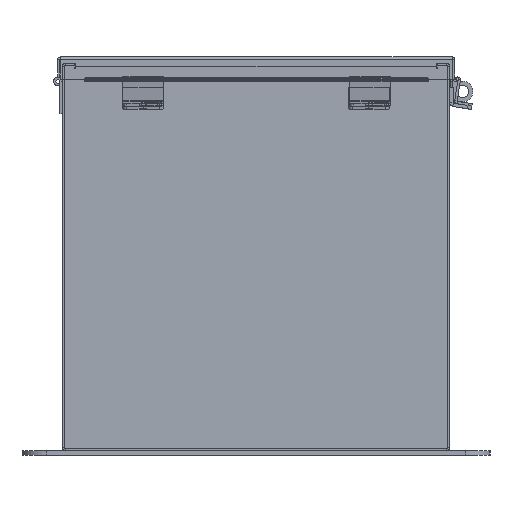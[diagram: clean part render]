
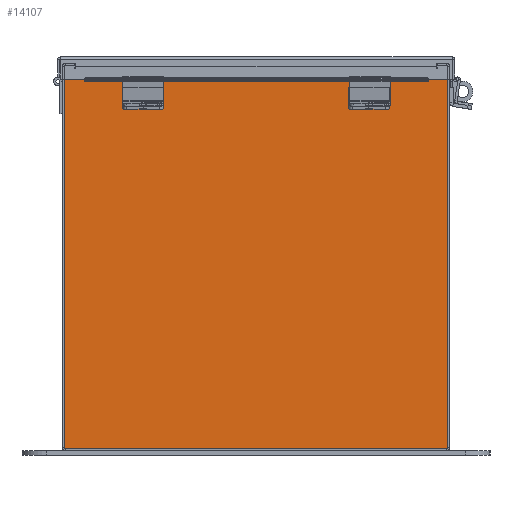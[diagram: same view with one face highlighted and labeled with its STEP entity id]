
A CAD part, front view. The second image highlights one B-rep face of the part: STEP entity #14107.
In plain terms, the highlighted face is planar.
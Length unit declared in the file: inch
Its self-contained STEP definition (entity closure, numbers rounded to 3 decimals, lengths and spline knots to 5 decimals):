
#146 = CARTESIAN_POINT ( 'NONE',  ( 5.5823, 0., 5.9123 ) ) ;
#513 = DIRECTION ( 'NONE',  ( 1., 0., 0. ) ) ;
#783 = CARTESIAN_POINT ( 'NONE',  ( -5.9253, 0., 5.9253 ) ) ;
#929 = CARTESIAN_POINT ( 'NONE',  ( -5.9253, 0., -5.9253 ) ) ;
#1257 = CIRCLE ( 'NONE', #20429, 0.01868 ) ;
#1715 = ORIENTED_EDGE ( 'NONE', *, *, #28806, .F. ) ;
#2126 = VERTEX_POINT ( 'NONE', #15794 ) ;
#2142 = DIRECTION ( 'NONE',  ( 0., 0., -1. ) ) ;
#2164 = VERTEX_POINT ( 'NONE', #15319 ) ;
#2303 = CARTESIAN_POINT ( 'NONE',  ( 5.5823, 0., 0. ) ) ;
#2450 = DIRECTION ( 'NONE',  ( 0., 0., 1. ) ) ;
#2490 = VERTEX_POINT ( 'NONE', #18090 ) ;
#2527 = EDGE_CURVE ( 'NONE', #2490, #14209, #35056, .T. ) ;
#2681 = DIRECTION ( 'NONE',  ( 0., 0., -1. ) ) ;
#2816 = PLANE ( 'NONE',  #40993 ) ;
#3018 = EDGE_CURVE ( 'NONE', #2164, #3046, #42869, .T. ) ;
#3046 = VERTEX_POINT ( 'NONE', #18987 ) ;
#4848 = EDGE_LOOP ( 'NONE', ( #39729, #15077, #1715, #31923, #7582, #25911, #7001, #36123, #40413, #12584, #34526, #24099 ) ) ;
#5054 = CARTESIAN_POINT ( 'NONE',  ( 5.9253, 0., 5.9253 ) ) ;
#5563 = CARTESIAN_POINT ( 'NONE',  ( 5.60097, 0., 5.87495 ) ) ;
#5832 = CARTESIAN_POINT ( 'NONE',  ( -5.61965, 0., 0. ) ) ;
#7001 = ORIENTED_EDGE ( 'NONE', *, *, #20105, .F. ) ;
#7010 = DIRECTION ( 'NONE',  ( -1., 0., 0. ) ) ;
#7582 = ORIENTED_EDGE ( 'NONE', *, *, #27029, .F. ) ;
#7683 = DIRECTION ( 'NONE',  ( 0., 0., -1. ) ) ;
#8316 = VECTOR ( 'NONE', #513, 39.37008 ) ;
#8513 = CARTESIAN_POINT ( 'NONE',  ( -5.5823, 0., 5.9123 ) ) ;
#8624 = VECTOR ( 'NONE', #2450, 39.37008 ) ;
#9400 = EDGE_CURVE ( 'NONE', #19105, #32178, #1257, .T. ) ;
#9473 = FACE_OUTER_BOUND ( 'NONE', #4848, .T. ) ;
#9685 = VECTOR ( 'NONE', #39219, 39.37008 ) ;
#10403 = CARTESIAN_POINT ( 'NONE',  ( -5.9253, 0., -5.9253 ) ) ;
#10675 = VECTOR ( 'NONE', #2681, 39.37008 ) ;
#10683 = VERTEX_POINT ( 'NONE', #21585 ) ;
#11154 = DIRECTION ( 'NONE',  ( 0., 1., 0. ) ) ;
#11777 = LINE ( 'NONE', #2303, #9685 ) ;
#12584 = ORIENTED_EDGE ( 'NONE', *, *, #24080, .T. ) ;
#13723 = CARTESIAN_POINT ( 'NONE',  ( -5.9253, 0., 5.9253 ) ) ;
#13882 = CARTESIAN_POINT ( 'NONE',  ( 5.9253, 0., -5.9253 ) ) ;
#14107 = ADVANCED_FACE ( 'NONE', ( #9473 ), #2816, .F. ) ;
#14209 = VERTEX_POINT ( 'NONE', #146 ) ;
#14218 = VECTOR ( 'NONE', #43287, 39.37008 ) ;
#14377 = DIRECTION ( 'NONE',  ( 0., 0., -1. ) ) ;
#14754 = LINE ( 'NONE', #10403, #40446 ) ;
#15049 = VECTOR ( 'NONE', #14377, 39.37008 ) ;
#15077 = ORIENTED_EDGE ( 'NONE', *, *, #9400, .F. ) ;
#15319 = CARTESIAN_POINT ( 'NONE',  ( 5.61965, 0., 5.87495 ) ) ;
#15794 = CARTESIAN_POINT ( 'NONE',  ( -5.61965, 0., 5.9253 ) ) ;
#16242 = DIRECTION ( 'NONE',  ( 0., -1., 0. ) ) ;
#18090 = CARTESIAN_POINT ( 'NONE',  ( -5.5823, 0., 5.9123 ) ) ;
#18476 = DIRECTION ( 'NONE',  ( 0., 1., 0. ) ) ;
#18663 = CARTESIAN_POINT ( 'NONE',  ( -5.9253, 0., 5.9253 ) ) ;
#18987 = CARTESIAN_POINT ( 'NONE',  ( 5.5823, 0., 5.87495 ) ) ;
#19105 = VERTEX_POINT ( 'NONE', #41145 ) ;
#19602 = VERTEX_POINT ( 'NONE', #929 ) ;
#20105 = EDGE_CURVE ( 'NONE', #10683, #2164, #23951, .T. ) ;
#20429 = AXIS2_PLACEMENT_3D ( 'NONE', #24622, #11154, #7683 ) ;
#20440 = LINE ( 'NONE', #39367, #36245 ) ;
#20797 = DIRECTION ( 'NONE',  ( 0., 0., 1. ) ) ;
#21585 = CARTESIAN_POINT ( 'NONE',  ( 5.61965, 0., 5.9253 ) ) ;
#21687 = LINE ( 'NONE', #18663, #39564 ) ;
#22833 = CARTESIAN_POINT ( 'NONE',  ( 0., 0., 0. ) ) ;
#23190 = CARTESIAN_POINT ( 'NONE',  ( -5.9253, 0., 5.9253 ) ) ;
#23951 = LINE ( 'NONE', #27673, #15049 ) ;
#24080 = EDGE_CURVE ( 'NONE', #26648, #19602, #14754, .T. ) ;
#24099 = ORIENTED_EDGE ( 'NONE', *, *, #26945, .T. ) ;
#24452 = CARTESIAN_POINT ( 'NONE',  ( -5.61965, 0., 5.87495 ) ) ;
#24622 = CARTESIAN_POINT ( 'NONE',  ( -5.60098, 0., 5.87495 ) ) ;
#25716 = LINE ( 'NONE', #783, #42498 ) ;
#25911 = ORIENTED_EDGE ( 'NONE', *, *, #3018, .F. ) ;
#26415 = LINE ( 'NONE', #5832, #8624 ) ;
#26626 = VERTEX_POINT ( 'NONE', #13723 ) ;
#26648 = VERTEX_POINT ( 'NONE', #13882 ) ;
#26945 = EDGE_CURVE ( 'NONE', #26626, #2126, #21687, .T. ) ;
#27029 = EDGE_CURVE ( 'NONE', #3046, #14209, #11777, .T. ) ;
#27034 = EDGE_CURVE ( 'NONE', #32178, #2126, #26415, .T. ) ;
#27673 = CARTESIAN_POINT ( 'NONE',  ( 5.61965, 0., 0. ) ) ;
#28806 = EDGE_CURVE ( 'NONE', #2490, #19105, #20440, .T. ) ;
#29679 = EDGE_CURVE ( 'NONE', #10683, #40686, #40955, .T. ) ;
#29855 = EDGE_CURVE ( 'NONE', #19602, #26626, #25716, .T. ) ;
#30574 = LINE ( 'NONE', #42817, #10675 ) ;
#31923 = ORIENTED_EDGE ( 'NONE', *, *, #2527, .T. ) ;
#32178 = VERTEX_POINT ( 'NONE', #24452 ) ;
#34526 = ORIENTED_EDGE ( 'NONE', *, *, #29855, .T. ) ;
#35056 = LINE ( 'NONE', #8513, #8316 ) ;
#36123 = ORIENTED_EDGE ( 'NONE', *, *, #29679, .T. ) ;
#36148 = DIRECTION ( 'NONE',  ( 0., 0., -1. ) ) ;
#36245 = VECTOR ( 'NONE', #36148, 39.37008 ) ;
#36939 = EDGE_CURVE ( 'NONE', #40686, #26648, #30574, .T. ) ;
#38536 = AXIS2_PLACEMENT_3D ( 'NONE', #5563, #18476, #2142 ) ;
#38779 = DIRECTION ( 'NONE',  ( 1., 0., 0. ) ) ;
#39219 = DIRECTION ( 'NONE',  ( 0., 0., 1. ) ) ;
#39367 = CARTESIAN_POINT ( 'NONE',  ( -5.5823, 0., 0. ) ) ;
#39564 = VECTOR ( 'NONE', #38779, 39.37008 ) ;
#39729 = ORIENTED_EDGE ( 'NONE', *, *, #27034, .F. ) ;
#39728 = DIRECTION ( 'NONE',  ( 0., 0., -1. ) ) ;
#40413 = ORIENTED_EDGE ( 'NONE', *, *, #36939, .T. ) ;
#40446 = VECTOR ( 'NONE', #7010, 39.37008 ) ;
#40686 = VERTEX_POINT ( 'NONE', #5054 ) ;
#40955 = LINE ( 'NONE', #23190, #14218 ) ;
#40993 = AXIS2_PLACEMENT_3D ( 'NONE', #22833, #16242, #39728 ) ;
#41145 = CARTESIAN_POINT ( 'NONE',  ( -5.5823, 0., 5.87495 ) ) ;
#42498 = VECTOR ( 'NONE', #20797, 39.37008 ) ;
#42817 = CARTESIAN_POINT ( 'NONE',  ( 5.9253, 0., 5.9253 ) ) ;
#42869 = CIRCLE ( 'NONE', #38536, 0.01868 ) ;
#43287 = DIRECTION ( 'NONE',  ( 1., 0., 0. ) ) ;
